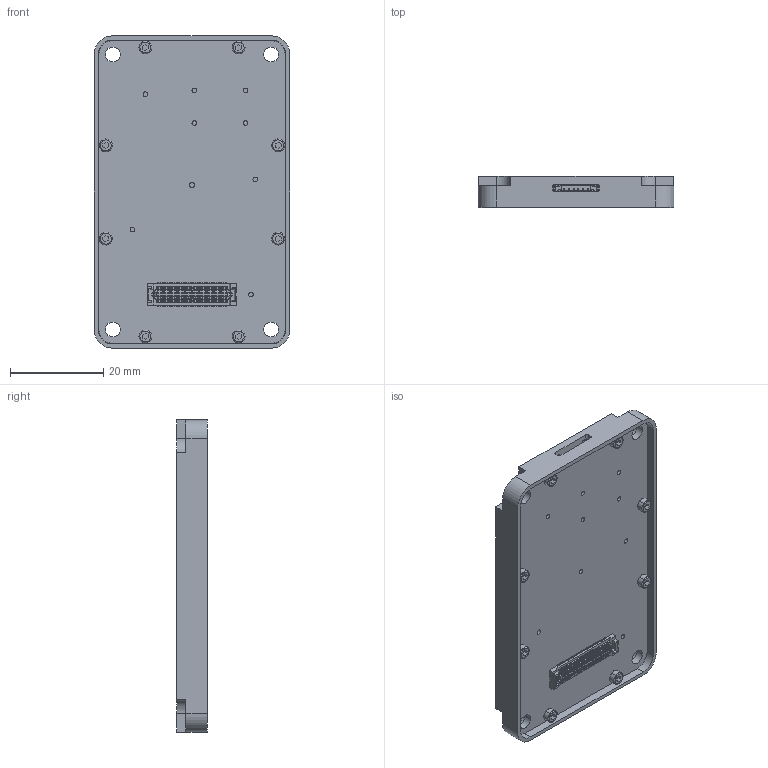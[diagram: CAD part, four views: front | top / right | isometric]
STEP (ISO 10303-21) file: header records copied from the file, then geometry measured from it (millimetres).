
FILE_DESCRIPTION (( 'STEP AP214' ), '1' );
FILE_NAME ('Assembly_obc_MSP430_low_details.STEP', '2020-02-05T17:51:41', ( '' ), ( '' ), 'SwSTEP 2.0', 'SolidWorks 2018', '' );
FILE_SCHEMA (( 'AUTOMOTIVE_DESIGN' ));
Length unit declared in the file: millimetre
Products named in the file (1): Assembly_obc_MSP430_low_details
Bounding box: 42 x 6.64 x 67 mm (x, y, z)
Volume: 8372.4 mm3; surface area: 15026.5 mm2
Topology: 13 solids, 13 shells, 3878 faces, 11946 edges, 7922 vertices
Faces by surface type: plane 2107, cylinder 1720, cone 32, torus 18, bspline 1
Entity records: 177050 total; most frequent: ORIENTED_EDGE 23860, CARTESIAN_POINT 23750, DIRECTION 23182, EDGE_CURVE 11930, LINE 8426, VECTOR 8426, VERTEX_POINT 7922, AXIS2_PLACEMENT_3D 7378
